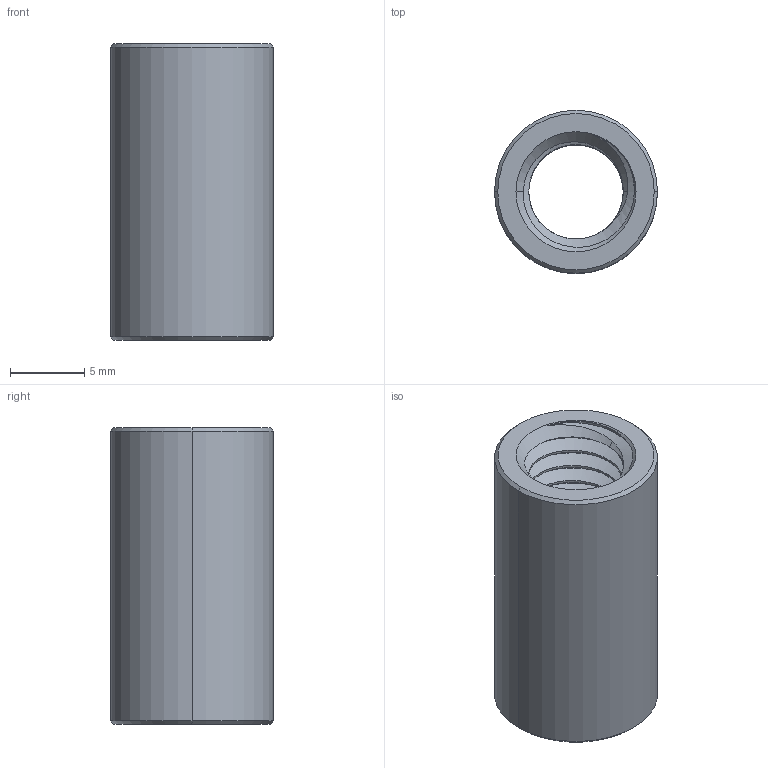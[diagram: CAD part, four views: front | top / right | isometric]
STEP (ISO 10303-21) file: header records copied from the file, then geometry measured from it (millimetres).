
FILE_DESCRIPTION (( 'STEP AP203' ), '1' );
FILE_NAME ('90202A105_Round Coupling Nut.STEP', '2022-12-01T20:17:31', ( 'Administrator' ), ( 'Managed by Terraform' ), 'SwSTEP 2.0', 'SolidWorks 2017', '' );
FILE_SCHEMA (( 'CONFIG_CONTROL_DESIGN' ));
Length unit declared in the file: millimetre
Products named in the file (1): 90202A105_Round Coupling Nut
Bounding box: 11 x 11 x 20 mm (x, y, z)
Volume: 1075.6 mm3; surface area: 1554 mm2
Topology: 1 solids, 1 shells, 49 faces, 137 edges, 90 vertices
Faces by surface type: cylinder 35, cone 9, bspline 3, plane 2
Entity records: 4219 total; most frequent: CARTESIAN_POINT 3102, ORIENTED_EDGE 274, DIRECTION 165, EDGE_CURVE 137, VERTEX_POINT 90, AXIS2_PLACEMENT_3D 61, EDGE_LOOP 51, ADVANCED_FACE 49
